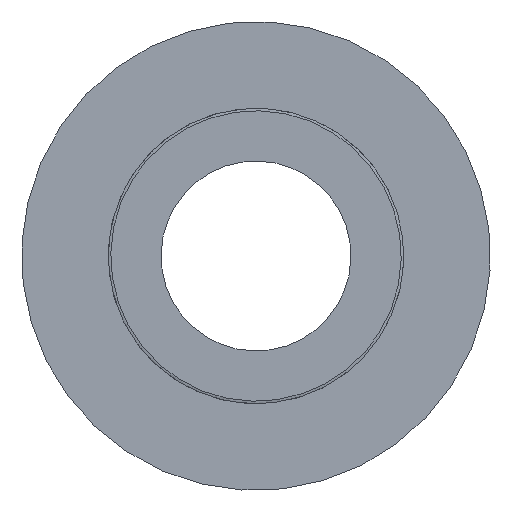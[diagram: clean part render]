
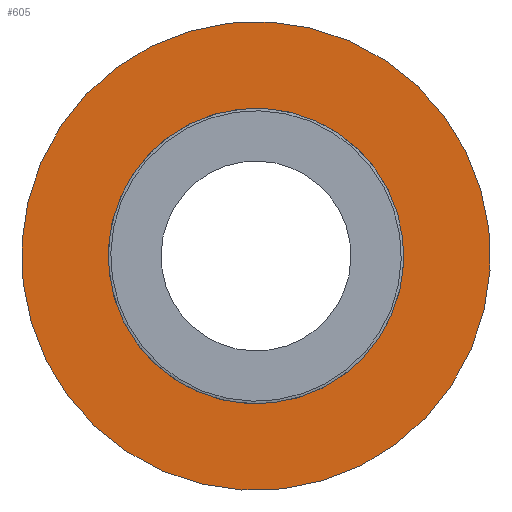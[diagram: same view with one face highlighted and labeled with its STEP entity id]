
A CAD part, front view. The second image highlights one B-rep face of the part: STEP entity #605.
In plain terms, the highlighted planar face has unit normal (0, -1, 0).
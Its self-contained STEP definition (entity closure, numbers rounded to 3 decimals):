
#33=FACE_BOUND('',#99,.T.);
#39=PLANE('',#730);
#66=FACE_OUTER_BOUND('',#98,.T.);
#98=EDGE_LOOP('',(#530,#531));
#99=EDGE_LOOP('',(#532,#533));
#202=CIRCLE('',#728,23.);
#203=CIRCLE('',#729,23.);
#204=CIRCLE('',#731,14.5);
#205=CIRCLE('',#732,14.5);
#270=VERTEX_POINT('',#1134);
#271=VERTEX_POINT('',#1136);
#272=VERTEX_POINT('',#1140);
#273=VERTEX_POINT('',#1141);
#359=EDGE_CURVE('',#270,#271,#202,.T.);
#360=EDGE_CURVE('',#271,#270,#203,.T.);
#361=EDGE_CURVE('',#272,#273,#204,.T.);
#362=EDGE_CURVE('',#273,#272,#205,.T.);
#530=ORIENTED_EDGE('',*,*,#360,.F.);
#531=ORIENTED_EDGE('',*,*,#359,.F.);
#532=ORIENTED_EDGE('',*,*,#361,.T.);
#533=ORIENTED_EDGE('',*,*,#362,.T.);
#605=ADVANCED_FACE('',(#66,#33),#39,.T.);
#728=AXIS2_PLACEMENT_3D('',#1137,#945,#946);
#729=AXIS2_PLACEMENT_3D('',#1138,#947,#948);
#730=AXIS2_PLACEMENT_3D('',#1139,#949,#950);
#731=AXIS2_PLACEMENT_3D('',#1142,#951,#952);
#732=AXIS2_PLACEMENT_3D('',#1143,#953,#954);
#945=DIRECTION('center_axis',(0.,1.,0.));
#946=DIRECTION('ref_axis',(0.959,0.,0.285));
#947=DIRECTION('center_axis',(0.,1.,0.));
#948=DIRECTION('ref_axis',(0.959,0.,0.285));
#949=DIRECTION('center_axis',(0.,-1.,0.));
#950=DIRECTION('ref_axis',(0.285,0.,-0.959));
#951=DIRECTION('center_axis',(0.,1.,0.));
#952=DIRECTION('ref_axis',(0.959,0.,0.285));
#953=DIRECTION('center_axis',(0.,1.,0.));
#954=DIRECTION('ref_axis',(0.959,0.,0.285));
#1134=CARTESIAN_POINT('',(22.047,31.,6.551));
#1136=CARTESIAN_POINT('',(-22.047,31.,-6.551));
#1137=CARTESIAN_POINT('Origin',(0.,31.,0.));
#1138=CARTESIAN_POINT('Origin',(0.,31.,0.));
#1139=CARTESIAN_POINT('Origin',(-22.047,31.,-6.551));
#1140=CARTESIAN_POINT('',(-13.899,31.,-4.13));
#1141=CARTESIAN_POINT('',(13.899,31.,4.13));
#1142=CARTESIAN_POINT('Origin',(0.,31.,0.));
#1143=CARTESIAN_POINT('Origin',(0.,31.,0.));
